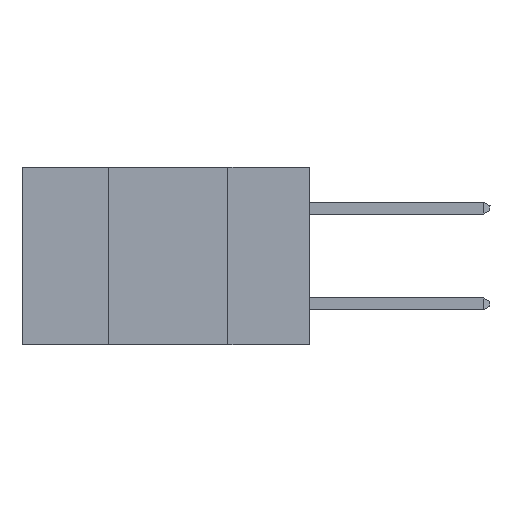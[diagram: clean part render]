
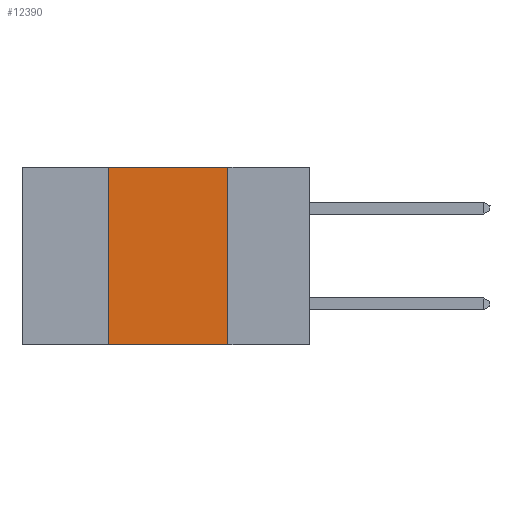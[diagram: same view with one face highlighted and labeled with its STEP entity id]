
A CAD part, left-side view. The second image highlights one B-rep face of the part: STEP entity #12390.
In plain terms, the highlighted planar face has unit normal (-1, 0, 0).
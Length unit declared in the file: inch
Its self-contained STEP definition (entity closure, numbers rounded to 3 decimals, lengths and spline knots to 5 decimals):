
#154 = EDGE_LOOP ( 'NONE', ( #1661, #10364, #6816, #6430 ) ) ;
#529 = CARTESIAN_POINT ( 'NONE',  ( 0., 0.17, 0. ) ) ;
#1458 = DIRECTION ( 'NONE',  ( 0., 0., -1. ) ) ;
#1482 = CARTESIAN_POINT ( 'NONE',  ( 0., 0.6, 0. ) ) ;
#1562 = LINE ( 'NONE', #10634, #13893 ) ;
#1580 = CARTESIAN_POINT ( 'NONE',  ( 0., 0.42, 0. ) ) ;
#1661 = ORIENTED_EDGE ( 'NONE', *, *, #11897, .F. ) ;
#1710 = DIRECTION ( 'NONE',  ( 0., -1., 0. ) ) ;
#2578 = CARTESIAN_POINT ( 'NONE',  ( 0., 0.6, 0. ) ) ;
#2597 = LINE ( 'NONE', #1482, #9579 ) ;
#2944 = EDGE_CURVE ( 'NONE', #8292, #11447, #2597, .T. ) ;
#3546 = PLANE ( 'NONE',  #6756 ) ;
#3636 = CARTESIAN_POINT ( 'NONE',  ( 0., 0.17, -0.37 ) ) ;
#4792 = VECTOR ( 'NONE', #10717, 39.37008 ) ;
#5610 = EDGE_CURVE ( 'NONE', #7000, #8292, #7213, .T. ) ;
#5766 = FACE_OUTER_BOUND ( 'NONE', #154, .T. ) ;
#6430 = ORIENTED_EDGE ( 'NONE', *, *, #9495, .T. ) ;
#6756 = AXIS2_PLACEMENT_3D ( 'NONE', #2578, #9417, #1458 ) ;
#6816 = ORIENTED_EDGE ( 'NONE', *, *, #5610, .F. ) ;
#7000 = VERTEX_POINT ( 'NONE', #8399 ) ;
#7200 = VERTEX_POINT ( 'NONE', #3636 ) ;
#7213 = LINE ( 'NONE', #1580, #4792 ) ;
#8267 = DIRECTION ( 'NONE',  ( 0., -1., 0. ) ) ;
#8292 = VERTEX_POINT ( 'NONE', #13975 ) ;
#8299 = DIRECTION ( 'NONE',  ( 0., 0., -1. ) ) ;
#8399 = CARTESIAN_POINT ( 'NONE',  ( 0., 0.42, -0.37 ) ) ;
#9417 = DIRECTION ( 'NONE',  ( 1., 0., 0. ) ) ;
#9495 = EDGE_CURVE ( 'NONE', #7000, #7200, #10446, .T. ) ;
#9579 = VECTOR ( 'NONE', #1710, 39.37008 ) ;
#9628 = CARTESIAN_POINT ( 'NONE',  ( 0., 0.6, -0.37 ) ) ;
#10364 = ORIENTED_EDGE ( 'NONE', *, *, #2944, .F. ) ;
#10446 = LINE ( 'NONE', #9628, #12212 ) ;
#10634 = CARTESIAN_POINT ( 'NONE',  ( 0., 0.17, 0. ) ) ;
#10717 = DIRECTION ( 'NONE',  ( 0., 0., 1. ) ) ;
#11447 = VERTEX_POINT ( 'NONE', #529 ) ;
#11897 = EDGE_CURVE ( 'NONE', #11447, #7200, #1562, .T. ) ;
#12212 = VECTOR ( 'NONE', #8267, 39.37008 ) ;
#12390 = ADVANCED_FACE ( 'NONE', ( #5766 ), #3546, .F. ) ;
#13893 = VECTOR ( 'NONE', #8299, 39.37008 ) ;
#13975 = CARTESIAN_POINT ( 'NONE',  ( 0., 0.42, 0. ) ) ;
